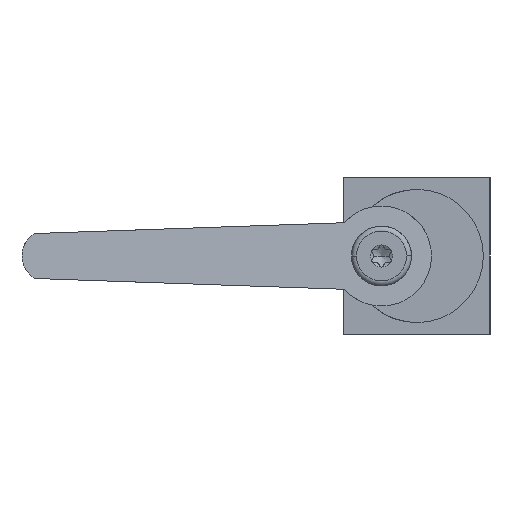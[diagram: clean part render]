
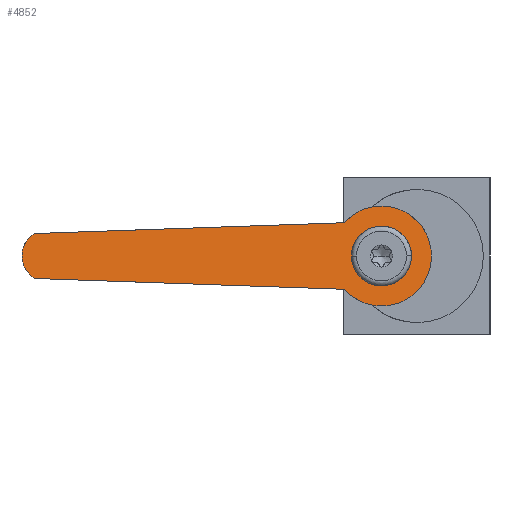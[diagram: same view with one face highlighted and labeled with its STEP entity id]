
A CAD part, left-side view. The second image highlights one B-rep face of the part: STEP entity #4852.
In plain terms, the highlighted planar face has unit normal (-0.966, -0.259, 0).
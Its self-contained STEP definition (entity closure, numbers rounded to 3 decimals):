
#521=CARTESIAN_POINT('',(-74.508,136.899,-30.248));
#522=CARTESIAN_POINT('',(-74.745,137.781,-29.686));
#523=CARTESIAN_POINT('',(-75.047,138.908,-28.561));
#524=CARTESIAN_POINT('',(-75.413,140.274,-26.312));
#525=CARTESIAN_POINT('',(-75.559,140.819,-23.5));
#526=CARTESIAN_POINT('',(-75.413,140.274,-20.688));
#527=CARTESIAN_POINT('',(-75.047,138.908,-18.439));
#528=CARTESIAN_POINT('',(-74.745,137.781,-17.314));
#529=CARTESIAN_POINT('',(-74.508,136.899,-16.752));
#531=DIRECTION('',(0.259,-0.965,0.034));
#532=VECTOR('',#531,96.458);
#533=CARTESIAN_POINT('',(-74.508,136.899,-16.752));
#534=LINE('',#533,#532);
#535=CARTESIAN_POINT('',(-49.557,43.78,-13.5));
#536=CARTESIAN_POINT('',(-49.412,43.239,-12.895));
#537=CARTESIAN_POINT('',(-49.153,42.273,-11.992));
#538=CARTESIAN_POINT('',(-48.688,40.535,-10.7));
#539=CARTESIAN_POINT('',(-48.166,38.588,-9.678));
#540=CARTESIAN_POINT('',(-47.59,36.438,-8.946));
#541=CARTESIAN_POINT('',(-46.87,33.75,-8.442));
#542=CARTESIAN_POINT('',(-46.038,30.645,-8.486));
#543=CARTESIAN_POINT('',(-45.122,27.227,-9.351));
#544=CARTESIAN_POINT('',(-44.283,24.095,-10.973));
#545=CARTESIAN_POINT('',(-43.652,21.742,-13.003));
#546=CARTESIAN_POINT('',(-43.203,20.065,-15.168));
#547=CARTESIAN_POINT('',(-42.902,18.941,-17.148));
#548=CARTESIAN_POINT('',(-42.693,18.162,-19.212));
#549=CARTESIAN_POINT('',(-42.575,17.721,-21.347));
#550=CARTESIAN_POINT('',(-42.542,17.6,-22.675));
#551=CARTESIAN_POINT('',(-42.542,17.6,-23.5));
#553=CARTESIAN_POINT('',(-42.542,17.6,-23.5));
#554=CARTESIAN_POINT('',(-42.542,17.6,-24.325));
#555=CARTESIAN_POINT('',(-42.575,17.721,-25.653));
#556=CARTESIAN_POINT('',(-42.693,18.162,-27.788));
#557=CARTESIAN_POINT('',(-42.902,18.941,-29.852));
#558=CARTESIAN_POINT('',(-43.203,20.065,-31.832));
#559=CARTESIAN_POINT('',(-43.652,21.742,-33.997));
#560=CARTESIAN_POINT('',(-44.283,24.095,-36.027));
#561=CARTESIAN_POINT('',(-45.122,27.227,-37.649));
#562=CARTESIAN_POINT('',(-46.038,30.645,-38.514));
#563=CARTESIAN_POINT('',(-46.87,33.75,-38.558));
#564=CARTESIAN_POINT('',(-47.59,36.438,-38.054));
#565=CARTESIAN_POINT('',(-48.166,38.588,-37.322));
#566=CARTESIAN_POINT('',(-48.688,40.535,-36.3));
#567=CARTESIAN_POINT('',(-49.153,42.273,-35.008));
#568=CARTESIAN_POINT('',(-49.412,43.239,-34.105));
#569=CARTESIAN_POINT('',(-49.557,43.78,-33.5));
#571=CARTESIAN_POINT('',(-48.973,41.6,-23.5));
#572=CARTESIAN_POINT('',(-48.973,41.6,-24.561));
#573=CARTESIAN_POINT('',(-48.87,41.216,-26.852));
#574=CARTESIAN_POINT('',(-48.317,39.152,-30.054));
#575=CARTESIAN_POINT('',(-47.604,36.49,-31.771));
#576=CARTESIAN_POINT('',(-46.997,34.225,-32.405));
#577=CARTESIAN_POINT('',(-46.561,32.6,-32.547));
#578=CARTESIAN_POINT('',(-46.126,30.975,-32.405));
#579=CARTESIAN_POINT('',(-45.519,28.71,-31.771));
#580=CARTESIAN_POINT('',(-44.806,26.048,-30.054));
#581=CARTESIAN_POINT('',(-44.253,23.984,-26.852));
#582=CARTESIAN_POINT('',(-44.15,23.6,-24.561));
#583=CARTESIAN_POINT('',(-44.15,23.6,-23.5));
#585=CARTESIAN_POINT('',(-44.15,23.6,-23.5));
#586=CARTESIAN_POINT('',(-44.15,23.6,-22.439));
#587=CARTESIAN_POINT('',(-44.253,23.984,-20.148));
#588=CARTESIAN_POINT('',(-44.806,26.048,-16.946));
#589=CARTESIAN_POINT('',(-45.519,28.71,-15.229));
#590=CARTESIAN_POINT('',(-46.126,30.975,-14.595));
#591=CARTESIAN_POINT('',(-46.561,32.6,-14.453));
#592=CARTESIAN_POINT('',(-46.997,34.225,-14.595));
#593=CARTESIAN_POINT('',(-47.604,36.49,-15.229));
#594=CARTESIAN_POINT('',(-48.317,39.152,-16.946));
#595=CARTESIAN_POINT('',(-48.87,41.216,-20.148));
#596=CARTESIAN_POINT('',(-48.973,41.6,-22.439));
#597=CARTESIAN_POINT('',(-48.973,41.6,-23.5));
#599=DIRECTION('',(0.259,-0.965,-0.034));
#600=VECTOR('',#599,96.458);
#601=CARTESIAN_POINT('',(-74.508,136.899,-30.248));
#602=LINE('',#601,#600);
#3218=CARTESIAN_POINT('',(-74.508,136.899,
-30.248));
#3219=CARTESIAN_POINT('',(-49.557,43.78,-33.5));
#3220=VERTEX_POINT('',#3218);
#3221=VERTEX_POINT('',#3219);
#3228=VERTEX_POINT('',#553);
#3229=VERTEX_POINT('',#535);
#3230=CARTESIAN_POINT('',(-74.508,136.899,
-16.752));
#3231=VERTEX_POINT('',#3230);
#3232=VERTEX_POINT('',#571);
#3233=VERTEX_POINT('',#583);
#4830=CARTESIAN_POINT('',(-59.023,79.108,
-23.5));
#4831=DIRECTION('',(0.966,0.259,0.));
#4832=DIRECTION('',(-0.259,0.966,0.));
#4833=AXIS2_PLACEMENT_3D('',#4830,#4831,#4832);
#4834=PLANE('',#4833);
#4836=ORIENTED_EDGE('',*,*,#4835,.F.);
#4838=ORIENTED_EDGE('',*,*,#4837,.T.);
#4840=ORIENTED_EDGE('',*,*,#4839,.T.);
#4842=ORIENTED_EDGE('',*,*,#4841,.T.);
#4843=ORIENTED_EDGE('',*,*,#4816,.T.);
#4844=EDGE_LOOP('',(#4836,#4838,#4840,#4842,#4843));
#4845=FACE_OUTER_BOUND('',#4844,.F.);
#4847=ORIENTED_EDGE('',*,*,#4846,.T.);
#4849=ORIENTED_EDGE('',*,*,#4848,.T.);
#4850=EDGE_LOOP('',(#4847,#4849));
#4851=FACE_BOUND('',#4850,.F.);
#4852=ADVANCED_FACE('',(#4845,#4851),#4834,.F.);
#530=B_SPLINE_CURVE_WITH_KNOTS('',3,(#521,#522,#523,#524,#525,#526,#527,#528,
#529),.UNSPECIFIED.,.F.,.F.,(4,1,1,1,1,1,4),(0.,0.125,0.25,0.5,0.75,
0.875,1.),.UNSPECIFIED.);
#552=B_SPLINE_CURVE_WITH_KNOTS('',3,(#535,#536,#537,#538,#539,#540,#541,#542,
#543,#544,#545,#546,#547,#548,#549,#550,#551),.UNSPECIFIED.,.F.,.F.,(4,1,1,1,1,
1,1,1,1,1,1,1,1,1,4),(0.,0.031,0.063,0.125,0.188,0.25,0.375,
0.5,0.625,0.75,0.813,0.875,0.938,0.969,1.),.UNSPECIFIED.);
#570=B_SPLINE_CURVE_WITH_KNOTS('',3,(#553,#554,#555,#556,#557,#558,#559,#560,
#561,#562,#563,#564,#565,#566,#567,#568,#569),.UNSPECIFIED.,.F.,.F.,(4,1,1,1,1,
1,1,1,1,1,1,1,1,1,4),(0.,0.031,0.063,0.125,0.188,0.25,0.375,
0.5,0.625,0.75,0.813,0.875,0.938,0.969,1.),.UNSPECIFIED.);
#584=B_SPLINE_CURVE_WITH_KNOTS('',3,(#571,#572,#573,#574,#575,#576,#577,#578,
#579,#580,#581,#582,#583),.UNSPECIFIED.,.F.,.F.,(4,1,1,1,1,1,1,1,1,1,4),(0.,
0.125,0.25,0.375,0.438,0.5,0.563,0.625,0.75,0.875,1.),
.UNSPECIFIED.);
#598=B_SPLINE_CURVE_WITH_KNOTS('',3,(#585,#586,#587,#588,#589,#590,#591,#592,
#593,#594,#595,#596,#597),.UNSPECIFIED.,.F.,.F.,(4,1,1,1,1,1,1,1,1,1,4),(0.,
0.125,0.25,0.375,0.438,0.5,0.563,0.625,0.75,0.875,1.),
.UNSPECIFIED.);
#4816=EDGE_CURVE('',#3228,#3221,#570,.T.);
#4835=EDGE_CURVE('',#3220,#3221,#602,.T.);
#4837=EDGE_CURVE('',#3220,#3231,#530,.T.);
#4839=EDGE_CURVE('',#3231,#3229,#534,.T.);
#4841=EDGE_CURVE('',#3229,#3228,#552,.T.);
#4846=EDGE_CURVE('',#3232,#3233,#584,.T.);
#4848=EDGE_CURVE('',#3233,#3232,#598,.T.);
